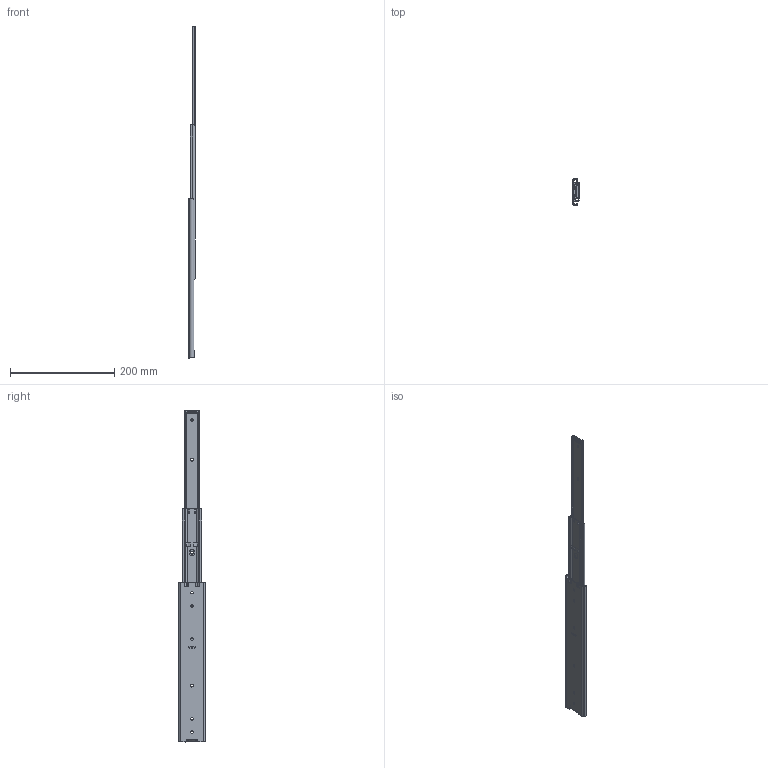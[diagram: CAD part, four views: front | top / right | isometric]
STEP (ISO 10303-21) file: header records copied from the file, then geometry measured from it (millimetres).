
FILE_DESCRIPTION (( 'STEP AP203' ), '1' );
FILE_NAME ('C511_12.STEP', '2021-08-27T06:07:01', ( '' ), ( '' ), 'SwSTEP 2.0', 'SolidWorks 2019', '' );
FILE_SCHEMA (( 'CONFIG_CONTROL_DESIGN' ));
Length unit declared in the file: millimetre
Products named in the file (8): SBP1008 ; IM C511-12; C511_12; SBP1051 IM僶儞僷乕; CM C511-12; SBP1052 キャッチ; SBP1021 序列; OM C511-12
Assembly tree (9 placements, depth 2):
  C511_12
    OM C511-12
    SBP1052 キャッチ  x2
    SBP1008 
    CM C511-12
    SBP1021 序列
    IM C511-12
    SBP1051 IM僶儞僷乕  x2
Bounding box: 12.7 x 51.5 x 635.48 mm (x, y, z)
Volume: 83492.4 mm3; surface area: 99818.4 mm2
Topology: 11 solids, 11 shells, 680 faces, 1810 edges, 1138 vertices
Faces by surface type: cylinder 304, plane 300, torus 56, sphere 20
Entity records: 18348 total; most frequent: CARTESIAN_POINT 3517, DIRECTION 2963, ORIENTED_EDGE 2938, EDGE_CURVE 1469, AXIS2_PLACEMENT_3D 1025, VERTEX_POINT 941, LINE 913, VECTOR 913
